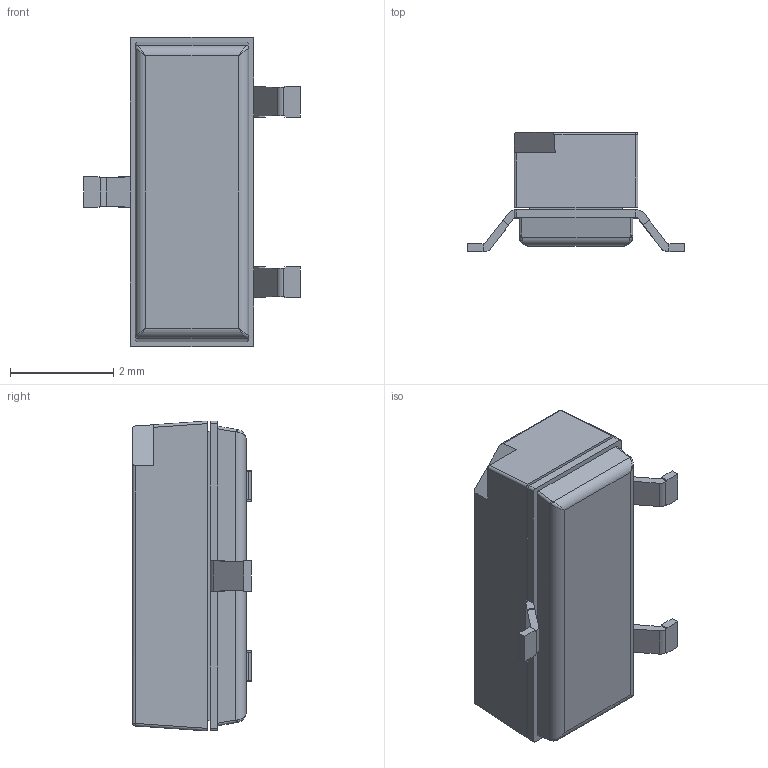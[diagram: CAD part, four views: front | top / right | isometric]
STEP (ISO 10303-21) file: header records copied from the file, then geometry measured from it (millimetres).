
FILE_DESCRIPTION( ( 'STEP AP214' ), ' ' );
FILE_NAME( 'psolqas1653097647.stp', '2017-08-23T14:53:09', ( '' ), ( '' ), ' ', 'PARTsolutions', ' ' );
FILE_SCHEMA( ( 'AUTOMOTIVE_DESIGN { 1 0 10303 214 1 1 1 1 }' ) );
Length unit declared in the file: metre
Products named in the file (1): 1
Bounding box: 4.2 x 2.3 x 6 mm (x, y, z)
Volume: 23.5 mm3; surface area: 115.9 mm2
Topology: 1 solids, 1 shells, 294 faces, 805 edges, 526 vertices
Faces by surface type: plane 252, cylinder 32, bspline 8, sphere 2
Entity records: 9489 total; most frequent: CARTESIAN_POINT 2083, ORIENTED_EDGE 1610, DIRECTION 1388, EDGE_CURVE 805, LINE 726, VECTOR 726, VERTEX_POINT 526, AXIS2_PLACEMENT_3D 331
